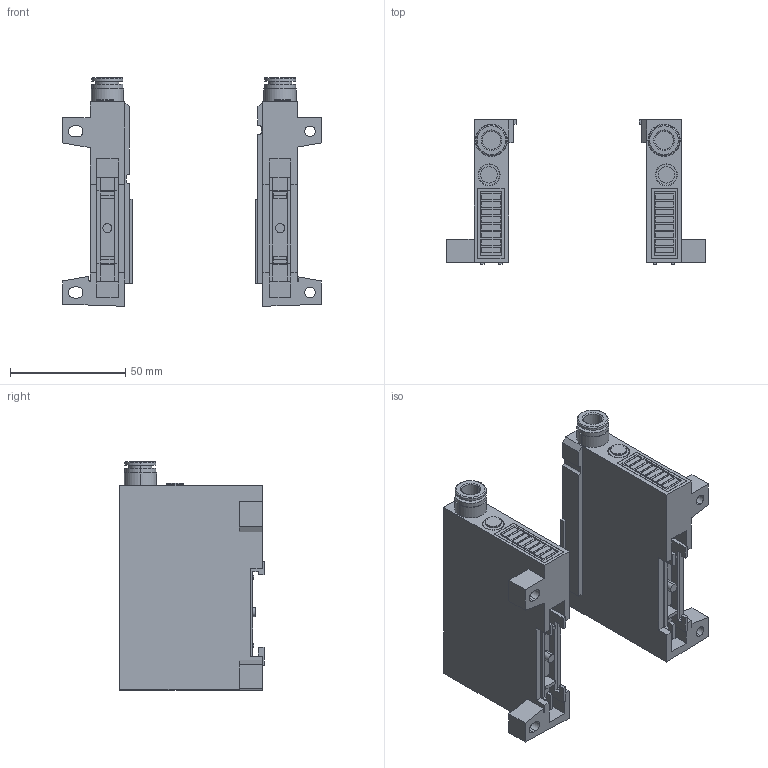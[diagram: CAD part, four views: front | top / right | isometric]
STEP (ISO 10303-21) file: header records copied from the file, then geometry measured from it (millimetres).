
FILE_DESCRIPTION (( 'STEP AP214' ), '1' );
FILE_NAME ('ZZK204-A1L-B-A.STEP', '2018-05-24T04:47:10', ( 'SONIC' ), ( 'UNITCOM PC' ), 'SwSTEP 2.0', 'SolidWorks 2015', '' );
FILE_SCHEMA (( 'AUTOMOTIVE_DESIGN' ));
Length unit declared in the file: millimetre
Products named in the file (4): ZZK204-A1L-B-A_Rail Bracket; ZZK2_End PlateA; ZZK2_End PlateB; ZZK204-A1L-B-A
Assembly tree (4 placements, depth 2):
  ZZK204-A1L-B-A
    ZZK2_End PlateB
    ZZK2_End PlateA
    ZZK204-A1L-B-A_Rail Bracket  x2
Bounding box: 112.5 x 62.8 x 99.3 mm (x, y, z)
Volume: 162273.5 mm3; surface area: 43387.1 mm2
Topology: 6 solids, 6 shells, 436 faces, 1132 edges, 748 vertices
Faces by surface type: plane 322, cylinder 94, cone 12, torus 8
Entity records: 11699 total; most frequent: CARTESIAN_POINT 1975, DIRECTION 1924, ORIENTED_EDGE 1916, EDGE_CURVE 958, VECTOR 762, LINE 762, VERTEX_POINT 632, AXIS2_PLACEMENT_3D 581
